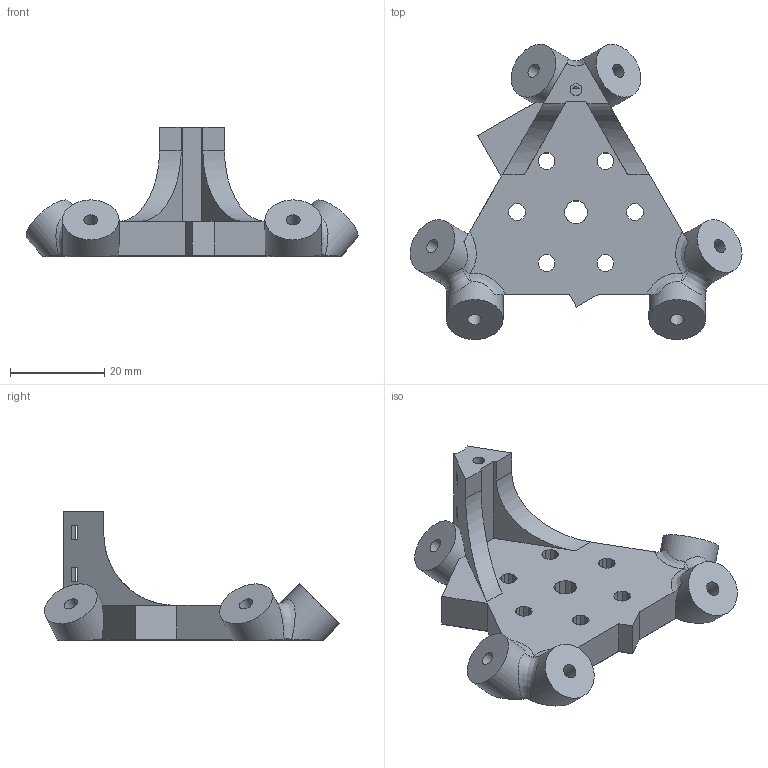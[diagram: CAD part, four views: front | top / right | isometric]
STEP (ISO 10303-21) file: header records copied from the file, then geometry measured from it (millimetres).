
FILE_DESCRIPTION(/* description */ ('Alibre Inc.'),/* implementation_level */ '2;1');
FILE_NAME(/* name */ 'export0',/* time_stamp */ '2017-06-28T15:15:41-04:00',/* author */ (''),/* organization */ (''),/* preprocessor_version */ 'ST-DEVELOPER v14',/* originating_system */ 'Alibre',/* authorisation */ '');
FILE_SCHEMA (('AUTOMOTIVE_DESIGN'));
Length unit declared in the file: centimetre
Bounding box: 70.53 x 62.71 x 27.5 mm (x, y, z)
Volume: 17058.5 mm3; surface area: 8718.8 mm2
Topology: 1 solids, 1 shells, 338 faces, 866 edges, 534 vertices
Faces by surface type: plane 302, cylinder 20, bspline 14, sphere 2
Full cylindrical faces by diameter (mm): 2.5 x1, 3 x6, 12 x6
Entity records: 12297 total; most frequent: CARTESIAN_POINT 4595, ORIENTED_EDGE 1692, DIRECTION 1216, EDGE_CURVE 846, VECTOR 736, LINE 736, VERTEX_POINT 528, EDGE_LOOP 386
